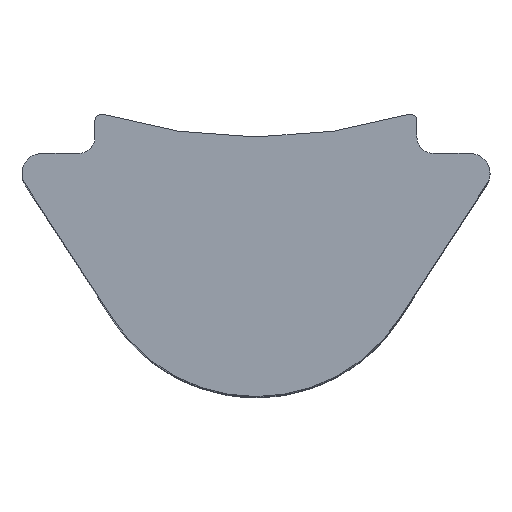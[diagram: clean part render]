
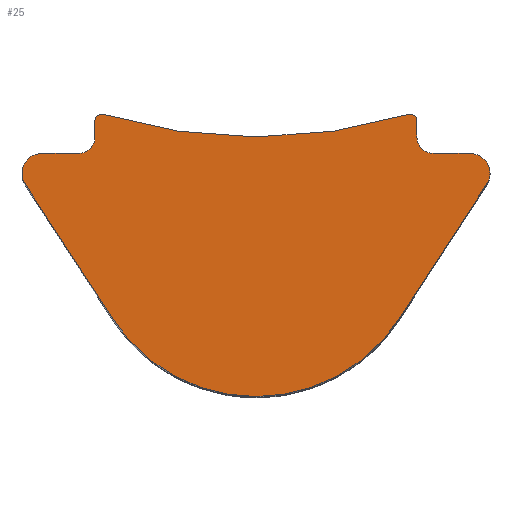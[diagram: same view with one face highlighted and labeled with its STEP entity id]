
A CAD part, top view. The second image highlights one B-rep face of the part: STEP entity #25.
In plain terms, the highlighted planar face has unit normal (0, 0, 1).
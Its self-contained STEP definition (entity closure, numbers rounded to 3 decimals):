
#19 = CARTESIAN_POINT ( 'NONE',  ( -2.321, -0.004, 0. ) ) ;
#24 = DIRECTION ( 'NONE',  ( 1., 0., 0. ) ) ;
#25 = ADVANCED_FACE ( 'NONE', ( #246 ), #836, .T. ) ;
#38 = EDGE_CURVE ( 'NONE', #416, #430, #200, .T. ) ;
#39 = LINE ( 'NONE', #458, #72 ) ;
#58 = EDGE_CURVE ( 'NONE', #387, #415, #209, .T. ) ;
#72 = VECTOR ( 'NONE', #452, 1000. ) ;
#73 = EDGE_CURVE ( 'NONE', #436, #387, #185, .T. ) ;
#78 = CARTESIAN_POINT ( 'NONE',  ( -3.262, -0.9, 0. ) ) ;
#81 = CIRCLE ( 'NONE', #778, 0.25 ) ;
#83 = DIRECTION ( 'NONE',  ( -1., 0., 0. ) ) ;
#90 = EDGE_CURVE ( 'NONE', #502, #436, #172, .T. ) ;
#100 = CARTESIAN_POINT ( 'NONE',  ( -2.45, -0.1, 0. ) ) ;
#107 = EDGE_CURVE ( 'NONE', #142, #502, #248, .T. ) ;
#112 = CARTESIAN_POINT ( 'NONE',  ( 3.262, -0.6, 0. ) ) ;
#124 = CARTESIAN_POINT ( 'NONE',  ( -2.45, -0.35, 0. ) ) ;
#128 = EDGE_CURVE ( 'NONE', #485, #142, #81, .T. ) ;
#137 = DIRECTION ( 'NONE',  ( 1., 0., 0. ) ) ;
#142 = VERTEX_POINT ( 'NONE', #795 ) ;
#145 = DIRECTION ( 'NONE',  ( 0., 0., 1. ) ) ;
#148 = EDGE_CURVE ( 'NONE', #511, #485, #39, .T. ) ;
#154 = VECTOR ( 'NONE', #83, 1000. ) ;
#166 = EDGE_CURVE ( 'NONE', #505, #511, #723, .T. ) ;
#172 = CIRCLE ( 'NONE', #821, 0.3 ) ;
#179 = VECTOR ( 'NONE', #417, 1000. ) ;
#182 = EDGE_CURVE ( 'NONE', #567, #505, #690, .T. ) ;
#185 = LINE ( 'NONE', #498, #179 ) ;
#200 = CIRCLE ( 'NONE', #839, 0.3 ) ;
#202 = CARTESIAN_POINT ( 'NONE',  ( 3.562, -0.9, 0. ) ) ;
#208 = CIRCLE ( 'NONE', #676, 0.3 ) ;
#209 = CIRCLE ( 'NONE', #830, 2.6 ) ;
#215 = EDGE_CURVE ( 'NONE', #550, #567, #597, .T. ) ;
#217 = CARTESIAN_POINT ( 'NONE',  ( 3.514, -1.063, 0. ) ) ;
#221 = EDGE_CURVE ( 'NONE', #602, #550, #889, .T. ) ;
#222 = CARTESIAN_POINT ( 'NONE',  ( 2.181, -3.116, 0. ) ) ;
#232 = CARTESIAN_POINT ( 'NONE',  ( 0., -1.7, 0. ) ) ;
#238 = EDGE_CURVE ( 'NONE', #593, #602, #471, .T. ) ;
#245 = VECTOR ( 'NONE', #332, 1000. ) ;
#246 = FACE_OUTER_BOUND ( 'NONE', #425, .T. ) ;
#248 = LINE ( 'NONE', #260, #154 ) ;
#249 = EDGE_CURVE ( 'NONE', #588, #593, #375, .T. ) ;
#257 = LINE ( 'NONE', #423, #245 ) ;
#260 = CARTESIAN_POINT ( 'NONE',  ( -3.262, -0.6, 0. ) ) ;
#300 = CARTESIAN_POINT ( 'NONE',  ( -3.514, -1.063, 0. ) ) ;
#314 = CARTESIAN_POINT ( 'NONE',  ( -3.262, -0.6, 0. ) ) ;
#332 = DIRECTION ( 'NONE',  ( 0.545, 0.839, 0. ) ) ;
#333 = VECTOR ( 'NONE', #806, 1000. ) ;
#375 = LINE ( 'NONE', #755, #333 ) ;
#387 = VERTEX_POINT ( 'NONE', #440 ) ;
#415 = VERTEX_POINT ( 'NONE', #222 ) ;
#416 = VERTEX_POINT ( 'NONE', #217 ) ;
#417 = DIRECTION ( 'NONE',  ( 0.545, -0.839, 0. ) ) ;
#420 = ORIENTED_EDGE ( 'NONE', *, *, #38, .T. ) ;
#423 = CARTESIAN_POINT ( 'NONE',  ( 2.181, -3.116, 0. ) ) ;
#425 = EDGE_LOOP ( 'NONE', ( #584, #545, #420, #427, #653, #435, #451, #439, #504, #450, #501, #495, #484, #515, #466 ) ) ;
#427 = ORIENTED_EDGE ( 'NONE', *, *, #512, .T. ) ;
#430 = VERTEX_POINT ( 'NONE', #202 ) ;
#435 = ORIENTED_EDGE ( 'NONE', *, *, #238, .T. ) ;
#436 = VERTEX_POINT ( 'NONE', #300 ) ;
#439 = ORIENTED_EDGE ( 'NONE', *, *, #215, .T. ) ;
#440 = CARTESIAN_POINT ( 'NONE',  ( -2.181, -3.116, 0. ) ) ;
#450 = ORIENTED_EDGE ( 'NONE', *, *, #166, .T. ) ;
#451 = ORIENTED_EDGE ( 'NONE', *, *, #221, .T. ) ;
#452 = DIRECTION ( 'NONE',  ( 0., -1., 0. ) ) ;
#458 = CARTESIAN_POINT ( 'NONE',  ( -2.45, -0.1, 0. ) ) ;
#459 = CARTESIAN_POINT ( 'NONE',  ( 2.45, -0.1, 0. ) ) ;
#466 = ORIENTED_EDGE ( 'NONE', *, *, #73, .T. ) ;
#471 = CIRCLE ( 'NONE', #691, 0.25 ) ;
#484 = ORIENTED_EDGE ( 'NONE', *, *, #107, .T. ) ;
#485 = VERTEX_POINT ( 'NONE', #124 ) ;
#491 = CARTESIAN_POINT ( 'NONE',  ( 2.35, -0.1, 0. ) ) ;
#493 = DIRECTION ( 'NONE',  ( 1., 0., 0. ) ) ;
#495 = ORIENTED_EDGE ( 'NONE', *, *, #128, .T. ) ;
#498 = CARTESIAN_POINT ( 'NONE',  ( -2.181, -3.116, 0. ) ) ;
#501 = ORIENTED_EDGE ( 'NONE', *, *, #148, .T. ) ;
#502 = VERTEX_POINT ( 'NONE', #314 ) ;
#504 = ORIENTED_EDGE ( 'NONE', *, *, #182, .T. ) ;
#505 = VERTEX_POINT ( 'NONE', #19 ) ;
#511 = VERTEX_POINT ( 'NONE', #100 ) ;
#512 = EDGE_CURVE ( 'NONE', #430, #588, #208, .T. ) ;
#515 = ORIENTED_EDGE ( 'NONE', *, *, #90, .T. ) ;
#517 = VECTOR ( 'NONE', #897, 1000. ) ;
#520 = CARTESIAN_POINT ( 'NONE',  ( 2.321, -0.004, 0. ) ) ;
#521 = EDGE_CURVE ( 'NONE', #415, #416, #257, .T. ) ;
#538 = CARTESIAN_POINT ( 'NONE',  ( 2.45, -0.1, 0. ) ) ;
#545 = ORIENTED_EDGE ( 'NONE', *, *, #521, .T. ) ;
#550 = VERTEX_POINT ( 'NONE', #538 ) ;
#567 = VERTEX_POINT ( 'NONE', #520 ) ;
#571 = DIRECTION ( 'NONE',  ( 1., 0., 0. ) ) ;
#573 = DIRECTION ( 'NONE',  ( 0., 0., 1. ) ) ;
#579 = CARTESIAN_POINT ( 'NONE',  ( 3.262, -0.9, 0. ) ) ;
#584 = ORIENTED_EDGE ( 'NONE', *, *, #58, .T. ) ;
#588 = VERTEX_POINT ( 'NONE', #112 ) ;
#593 = VERTEX_POINT ( 'NONE', #937 ) ;
#597 = CIRCLE ( 'NONE', #696, 0.1 ) ;
#602 = VERTEX_POINT ( 'NONE', #872 ) ;
#653 = ORIENTED_EDGE ( 'NONE', *, *, #249, .T. ) ;
#655 = DIRECTION ( 'NONE',  ( 0., 0., -1. ) ) ;
#676 = AXIS2_PLACEMENT_3D ( 'NONE', #868, #819, #715 ) ;
#687 = DIRECTION ( 'NONE',  ( 1., 0., 0. ) ) ;
#690 = CIRCLE ( 'NONE', #711, 8. ) ;
#691 = AXIS2_PLACEMENT_3D ( 'NONE', #702, #705, #744 ) ;
#693 = DIRECTION ( 'NONE',  ( 0., 0., -1. ) ) ;
#696 = AXIS2_PLACEMENT_3D ( 'NONE', #491, #845, #24 ) ;
#697 = CARTESIAN_POINT ( 'NONE',  ( -2.7, -0.35, 0. ) ) ;
#702 = CARTESIAN_POINT ( 'NONE',  ( 2.7, -0.35, 0. ) ) ;
#705 = DIRECTION ( 'NONE',  ( 0., 0., -1. ) ) ;
#711 = AXIS2_PLACEMENT_3D ( 'NONE', #734, #655, #493 ) ;
#715 = DIRECTION ( 'NONE',  ( 1., 0., 0. ) ) ;
#723 = CIRCLE ( 'NONE', #750, 0.1 ) ;
#734 = CARTESIAN_POINT ( 'NONE',  ( 0., 7.652, 0. ) ) ;
#744 = DIRECTION ( 'NONE',  ( -1., 0., 0. ) ) ;
#750 = AXIS2_PLACEMENT_3D ( 'NONE', #932, #940, #801 ) ;
#755 = CARTESIAN_POINT ( 'NONE',  ( 3.262, -0.6, 0. ) ) ;
#778 = AXIS2_PLACEMENT_3D ( 'NONE', #697, #693, #687 ) ;
#795 = CARTESIAN_POINT ( 'NONE',  ( -2.7, -0.6, 0. ) ) ;
#801 = DIRECTION ( 'NONE',  ( -1., 0., 0. ) ) ;
#806 = DIRECTION ( 'NONE',  ( -1., 0., 0. ) ) ;
#807 = DIRECTION ( 'NONE',  ( 1., 0., 0. ) ) ;
#812 = DIRECTION ( 'NONE',  ( 0., 0., 1. ) ) ;
#819 = DIRECTION ( 'NONE',  ( 0., 0., 1. ) ) ;
#821 = AXIS2_PLACEMENT_3D ( 'NONE', #78, #928, #874 ) ;
#830 = AXIS2_PLACEMENT_3D ( 'NONE', #232, #145, #137 ) ;
#836 = PLANE ( 'NONE',  #880 ) ;
#839 = AXIS2_PLACEMENT_3D ( 'NONE', #579, #573, #571 ) ;
#845 = DIRECTION ( 'NONE',  ( 0., 0., 1. ) ) ;
#863 = CARTESIAN_POINT ( 'NONE',  ( 0., -1.7, 0. ) ) ;
#868 = CARTESIAN_POINT ( 'NONE',  ( 3.262, -0.9, 0. ) ) ;
#872 = CARTESIAN_POINT ( 'NONE',  ( 2.45, -0.35, 0. ) ) ;
#874 = DIRECTION ( 'NONE',  ( -1., 0., 0. ) ) ;
#880 = AXIS2_PLACEMENT_3D ( 'NONE', #863, #812, #807 ) ;
#889 = LINE ( 'NONE', #459, #517 ) ;
#897 = DIRECTION ( 'NONE',  ( 0., 1., 0. ) ) ;
#928 = DIRECTION ( 'NONE',  ( 0., 0., 1. ) ) ;
#932 = CARTESIAN_POINT ( 'NONE',  ( -2.35, -0.1, 0. ) ) ;
#937 = CARTESIAN_POINT ( 'NONE',  ( 2.7, -0.6, 0. ) ) ;
#940 = DIRECTION ( 'NONE',  ( 0., 0., 1. ) ) ;
